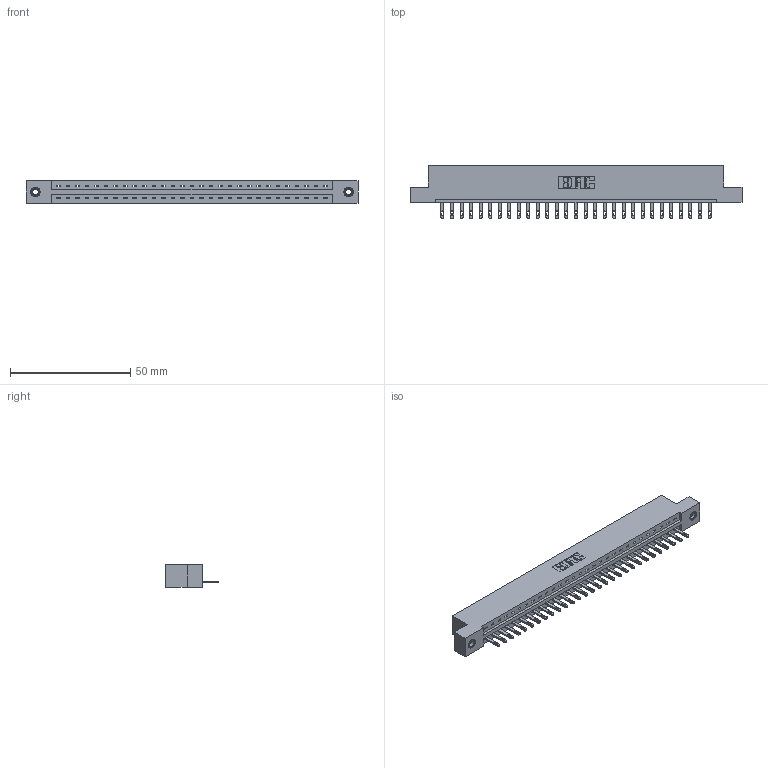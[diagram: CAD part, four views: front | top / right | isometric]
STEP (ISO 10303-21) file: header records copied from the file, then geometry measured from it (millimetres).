
FILE_DESCRIPTION (( 'STEP AP203' ), '1' );
FILE_NAME ('887-029-500-107.STEP', '2020-09-20T20:20:47', ( '' ), ( '' ), 'SwSTEP 2.0', 'SolidWorks 2020', '' );
FILE_SCHEMA (( 'CONFIG_CONTROL_DESIGN' ));
Length unit declared in the file: inch
Products named in the file (4): 887-029-500-107; 345-292-001_345-293-100; 345-250-001_345-250-005-103; 837 Part_Flush Mounting Lugs - 0.156 Dia-TI
Assembly tree (32 placements, depth 2):
  887-029-500-107
    837 Part_Flush Mounting Lugs - 0.156 Dia-TI
    345-292-001_345-293-100  x29
    345-250-001_345-250-005-103  x2
Bounding box: 137.92 x 21.85 x 9.4 mm (x, y, z)
Volume: 14176.4 mm3; surface area: 14685.9 mm2
Topology: 32 solids, 32 shells, 1856 faces, 5667 edges, 3770 vertices
Faces by surface type: plane 1262, cylinder 578, cone 12, torus 4
Entity records: 24354 total; most frequent: CARTESIAN_POINT 4220, ORIENTED_EDGE 4178, DIRECTION 3613, EDGE_CURVE 2089, VECTOR 1937, LINE 1937, VERTEX_POINT 1388, AXIS2_PLACEMENT_3D 838
